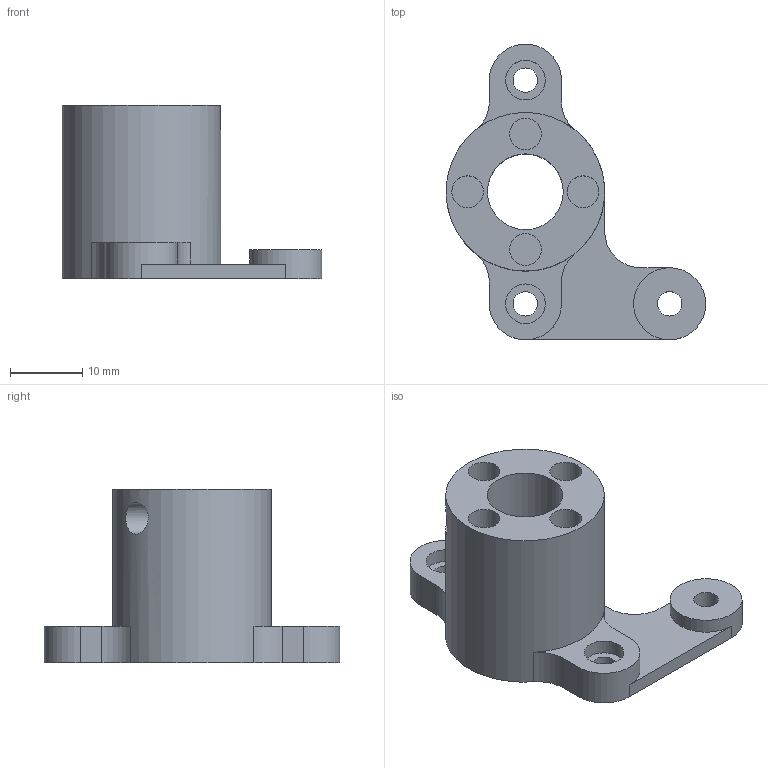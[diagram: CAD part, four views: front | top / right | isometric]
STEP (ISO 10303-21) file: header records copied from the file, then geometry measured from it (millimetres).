
FILE_DESCRIPTION(('FreeCAD Model'),'2;1');
FILE_NAME('Open CASCADE Shape Model','2025-06-03T20:00:33',('FreeCAD'),( 'FreeCAD'),'Open CASCADE STEP processor 7.7','FreeCAD','Unknown');
FILE_SCHEMA(('AUTOMOTIVE_DESIGN { 1 0 10303 214 1 1 1 1 }'));
Length unit declared in the file: millimetre
Products named in the file (1): Open CASCADE STEP translator 7.7 8
Bounding box: 35.96 x 41 x 24 mm (x, y, z)
Volume: 7903.7 mm3; surface area: 4648.1 mm2
Topology: 1 solids, 1 shells, 42 faces, 105 edges, 72 vertices
Faces by surface type: plane 21, cylinder 21
Full cylindrical faces by diameter (mm): 3.4 x3, 4.4 x6, 5.5 x2, 10 x1, 10.5 x1, 22 x1
Entity records: 1580 total; most frequent: CARTESIAN_POINT 511, DIRECTION 229, ORIENTED_EDGE 210, EDGE_CURVE 105, AXIS2_PLACEMENT_3D 93, VERTEX_POINT 72, FACE_BOUND 57, EDGE_LOOP 57
